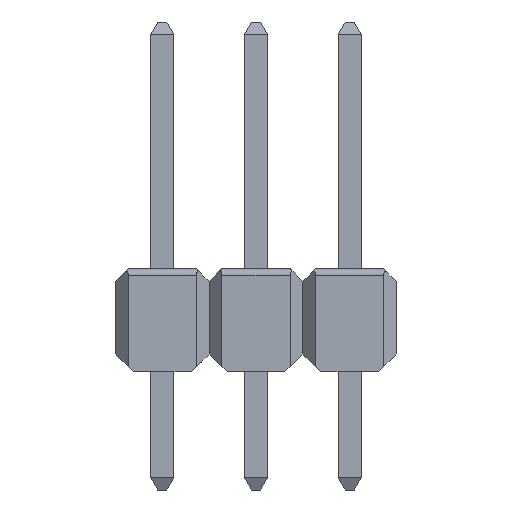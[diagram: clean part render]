
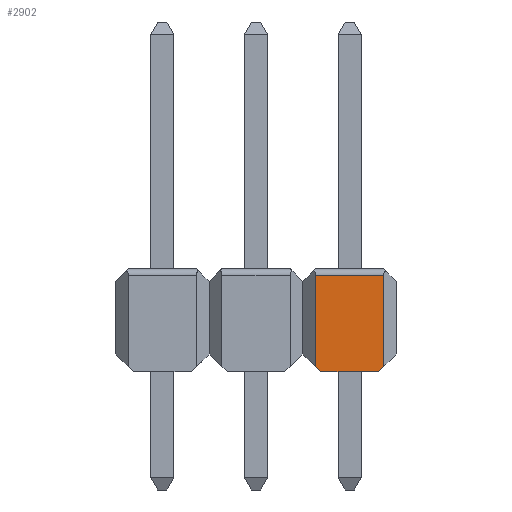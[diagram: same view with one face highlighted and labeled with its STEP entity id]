
A CAD part, front view. The second image highlights one B-rep face of the part: STEP entity #2902.
In plain terms, the highlighted planar face has unit normal (0, -1, 0).
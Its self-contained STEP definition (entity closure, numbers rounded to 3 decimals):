
#1246 = PLANE('',#1247);
#1247 = AXIS2_PLACEMENT_3D('',#1248,#1249,#1250);
#1248 = CARTESIAN_POINT('',(1.263,-1.295,0.497));
#1249 = DIRECTION('',(-0.707,0.,-0.707
    ));
#1250 = DIRECTION('',(-0.707,0.,0.707));
#1300 = PLANE('',#1301);
#1301 = AXIS2_PLACEMENT_3D('',#1302,#1303,#1304);
#1302 = CARTESIAN_POINT('',(3.817,-1.295,0.497));
#1303 = DIRECTION('',(0.707,0.,-0.707
    ));
#1304 = DIRECTION('',(-0.707,0.,-0.707));
#1412 = PLANE('',#1413);
#1413 = AXIS2_PLACEMENT_3D('',#1414,#1415,#1416);
#1414 = CARTESIAN_POINT('',(1.743,-1.28,0.001));
#1415 = DIRECTION('',(0.,0.,-1.));
#1416 = DIRECTION('',(-1.,0.,0.));
#1473 = VERTEX_POINT('',#1474);
#1474 = CARTESIAN_POINT('',(3.465,-1.27,0.145));
#1488 = PLANE('',#1489);
#1489 = AXIS2_PLACEMENT_3D('',#1490,#1491,#1492);
#1490 = CARTESIAN_POINT('',(3.457,-1.277,
    2.827));
#1491 = DIRECTION('',(0.707,-0.707,0.
    ));
#1492 = DIRECTION('',(0.707,0.707,0.));
#1500 = EDGE_CURVE('',#1473,#1501,#1503,.T.);
#1501 = VERTEX_POINT('',#1502);
#1502 = CARTESIAN_POINT('',(3.321,-1.27,0.001));
#1503 = SURFACE_CURVE('',#1504,(#1508,#1515),.PCURVE_S1.);
#1504 = LINE('',#1505,#1506);
#1505 = CARTESIAN_POINT('',(3.817,-1.27,0.497));
#1506 = VECTOR('',#1507,1.);
#1507 = DIRECTION('',(-0.707,0.,-0.707));
#1508 = PCURVE('',#1300,#1509);
#1509 = DEFINITIONAL_REPRESENTATION('',(#1510),#1514);
#1510 = LINE('',#1511,#1512);
#1511 = CARTESIAN_POINT('',(0.,0.025));
#1512 = VECTOR('',#1513,1.);
#1513 = DIRECTION('',(1.,0.));
#1514 = ( GEOMETRIC_REPRESENTATION_CONTEXT(2) 
PARAMETRIC_REPRESENTATION_CONTEXT() REPRESENTATION_CONTEXT('2D SPACE',''
  ) );
#1515 = PCURVE('',#1516,#1521);
#1516 = PLANE('',#1517);
#1517 = AXIS2_PLACEMENT_3D('',#1518,#1519,#1520);
#1518 = CARTESIAN_POINT('',(1.597,-1.27,-0.027));
#1519 = DIRECTION('',(0.,-1.,0.));
#1520 = DIRECTION('',(0.,0.,-1.));
#1521 = DEFINITIONAL_REPRESENTATION('',(#1522),#1526);
#1522 = LINE('',#1523,#1524);
#1523 = CARTESIAN_POINT('',(-0.524,2.22));
#1524 = VECTOR('',#1525,1.);
#1525 = DIRECTION('',(0.707,-0.707));
#1526 = ( GEOMETRIC_REPRESENTATION_CONTEXT(2) 
PARAMETRIC_REPRESENTATION_CONTEXT() REPRESENTATION_CONTEXT('2D SPACE',''
  ) );
#1759 = VERTEX_POINT('',#1760);
#1760 = CARTESIAN_POINT('',(1.759,-1.27,0.001));
#1781 = EDGE_CURVE('',#1759,#1782,#1784,.T.);
#1782 = VERTEX_POINT('',#1783);
#1783 = CARTESIAN_POINT('',(1.615,-1.27,0.145));
#1784 = SURFACE_CURVE('',#1785,(#1789,#1796),.PCURVE_S1.);
#1785 = LINE('',#1786,#1787);
#1786 = CARTESIAN_POINT('',(1.263,-1.27,0.497));
#1787 = VECTOR('',#1788,1.);
#1788 = DIRECTION('',(-0.707,0.,0.707));
#1789 = PCURVE('',#1246,#1790);
#1790 = DEFINITIONAL_REPRESENTATION('',(#1791),#1795);
#1791 = LINE('',#1792,#1793);
#1792 = CARTESIAN_POINT('',(0.,0.025));
#1793 = VECTOR('',#1794,1.);
#1794 = DIRECTION('',(1.,0.));
#1795 = ( GEOMETRIC_REPRESENTATION_CONTEXT(2) 
PARAMETRIC_REPRESENTATION_CONTEXT() REPRESENTATION_CONTEXT('2D SPACE',''
  ) );
#1796 = PCURVE('',#1516,#1797);
#1797 = DEFINITIONAL_REPRESENTATION('',(#1798),#1802);
#1798 = LINE('',#1799,#1800);
#1799 = CARTESIAN_POINT('',(-0.524,-0.334));
#1800 = VECTOR('',#1801,1.);
#1801 = DIRECTION('',(-0.707,-0.707));
#1802 = ( GEOMETRIC_REPRESENTATION_CONTEXT(2) 
PARAMETRIC_REPRESENTATION_CONTEXT() REPRESENTATION_CONTEXT('2D SPACE',''
  ) );
#1820 = PLANE('',#1821);
#1821 = AXIS2_PLACEMENT_3D('',#1822,#1823,#1824);
#1822 = CARTESIAN_POINT('',(1.623,-1.277,
    2.827));
#1823 = DIRECTION('',(-0.707,-0.707,0.
    ));
#1824 = DIRECTION('',(0.707,-0.707,0.));
#2163 = CYLINDRICAL_SURFACE('',#2164,0.173);
#2164 = AXIS2_PLACEMENT_3D('',#2165,#2166,#2167);
#2165 = CARTESIAN_POINT('',(4.465,-1.097,
    2.627));
#2166 = DIRECTION('',(-1.,0.,0.));
#2167 = DIRECTION('',(0.,0.,1.));
#2378 = VERTEX_POINT('',#2379);
#2379 = CARTESIAN_POINT('',(1.615,-1.27,2.627));
#2424 = EDGE_CURVE('',#2425,#2378,#2427,.T.);
#2425 = VERTEX_POINT('',#2426);
#2426 = CARTESIAN_POINT('',(3.465,-1.27,2.627));
#2427 = SURFACE_CURVE('',#2428,(#2432,#2461),.PCURVE_S1.);
#2428 = LINE('',#2429,#2430);
#2429 = CARTESIAN_POINT('',(1.597,-1.27,2.627));
#2430 = VECTOR('',#2431,1.);
#2431 = DIRECTION('',(-1.,-0.,-0.));
#2432 = PCURVE('',#2163,#2433);
#2433 = DEFINITIONAL_REPRESENTATION('',(#2434),#2460);
#2434 = B_SPLINE_CURVE_WITH_KNOTS('',3,(#2435,#2436,#2437,#2438,#2439,
    #2440,#2441,#2442,#2443,#2444,#2445,#2446,#2447,#2448,#2449,#2450,
    #2451,#2452,#2453,#2454,#2455,#2456,#2457,#2458,#2459),
  .UNSPECIFIED.,.F.,.F.,(4,1,1,1,1,1,1,1,1,1,1,1,1,1,1,1,1,1,1,1,1,1,4),
  (-1.868,-1.783,-1.699,-1.615,
    -1.531,-1.447,-1.363,-1.279,
    -1.195,-1.111,-1.027,-0.943,
    -0.859,-0.775,-0.691,-0.607,
    -0.523,-0.439,-0.355,-0.271,
    -0.187,-0.103,-0.018),.UNSPECIFIED.);
#2435 = CARTESIAN_POINT('',(4.712,1.));
#2436 = CARTESIAN_POINT('',(4.712,1.028));
#2437 = CARTESIAN_POINT('',(4.712,1.084));
#2438 = CARTESIAN_POINT('',(4.712,1.168));
#2439 = CARTESIAN_POINT('',(4.712,1.252));
#2440 = CARTESIAN_POINT('',(4.712,1.336));
#2441 = CARTESIAN_POINT('',(4.712,1.42));
#2442 = CARTESIAN_POINT('',(4.712,1.504));
#2443 = CARTESIAN_POINT('',(4.712,1.588));
#2444 = CARTESIAN_POINT('',(4.712,1.672));
#2445 = CARTESIAN_POINT('',(4.712,1.756));
#2446 = CARTESIAN_POINT('',(4.712,1.84));
#2447 = CARTESIAN_POINT('',(4.712,1.925));
#2448 = CARTESIAN_POINT('',(4.712,2.009));
#2449 = CARTESIAN_POINT('',(4.712,2.093));
#2450 = CARTESIAN_POINT('',(4.712,2.177));
#2451 = CARTESIAN_POINT('',(4.712,2.261));
#2452 = CARTESIAN_POINT('',(4.712,2.345));
#2453 = CARTESIAN_POINT('',(4.712,2.429));
#2454 = CARTESIAN_POINT('',(4.712,2.513));
#2455 = CARTESIAN_POINT('',(4.712,2.597));
#2456 = CARTESIAN_POINT('',(4.712,2.681));
#2457 = CARTESIAN_POINT('',(4.712,2.765));
#2458 = CARTESIAN_POINT('',(4.712,2.821));
#2459 = CARTESIAN_POINT('',(4.712,2.849));
#2460 = ( GEOMETRIC_REPRESENTATION_CONTEXT(2) 
PARAMETRIC_REPRESENTATION_CONTEXT() REPRESENTATION_CONTEXT('2D SPACE',''
  ) );
#2461 = PCURVE('',#1516,#2462);
#2462 = DEFINITIONAL_REPRESENTATION('',(#2463),#2467);
#2463 = LINE('',#2464,#2465);
#2464 = CARTESIAN_POINT('',(-2.654,0.));
#2465 = VECTOR('',#2466,1.);
#2466 = DIRECTION('',(0.,-1.));
#2467 = ( GEOMETRIC_REPRESENTATION_CONTEXT(2) 
PARAMETRIC_REPRESENTATION_CONTEXT() REPRESENTATION_CONTEXT('2D SPACE',''
  ) );
#2831 = EDGE_CURVE('',#1759,#1501,#2832,.T.);
#2832 = SURFACE_CURVE('',#2833,(#2837,#2844),.PCURVE_S1.);
#2833 = LINE('',#2834,#2835);
#2834 = CARTESIAN_POINT('',(1.597,-1.27,0.001));
#2835 = VECTOR('',#2836,1.);
#2836 = DIRECTION('',(1.,0.,0.));
#2837 = PCURVE('',#1412,#2838);
#2838 = DEFINITIONAL_REPRESENTATION('',(#2839),#2843);
#2839 = LINE('',#2840,#2841);
#2840 = CARTESIAN_POINT('',(0.146,0.01));
#2841 = VECTOR('',#2842,1.);
#2842 = DIRECTION('',(-1.,0.));
#2843 = ( GEOMETRIC_REPRESENTATION_CONTEXT(2) 
PARAMETRIC_REPRESENTATION_CONTEXT() REPRESENTATION_CONTEXT('2D SPACE',''
  ) );
#2844 = PCURVE('',#1516,#2845);
#2845 = DEFINITIONAL_REPRESENTATION('',(#2846),#2850);
#2846 = LINE('',#2847,#2848);
#2847 = CARTESIAN_POINT('',(-0.028,0.));
#2848 = VECTOR('',#2849,1.);
#2849 = DIRECTION('',(0.,1.));
#2850 = ( GEOMETRIC_REPRESENTATION_CONTEXT(2) 
PARAMETRIC_REPRESENTATION_CONTEXT() REPRESENTATION_CONTEXT('2D SPACE',''
  ) );
#2881 = EDGE_CURVE('',#1473,#2425,#2882,.T.);
#2882 = SURFACE_CURVE('',#2883,(#2887,#2894),.PCURVE_S1.);
#2883 = LINE('',#2884,#2885);
#2884 = CARTESIAN_POINT('',(3.465,-1.27,-0.027));
#2885 = VECTOR('',#2886,1.);
#2886 = DIRECTION('',(0.,0.,1.));
#2887 = PCURVE('',#1488,#2888);
#2888 = DEFINITIONAL_REPRESENTATION('',(#2889),#2893);
#2889 = LINE('',#2890,#2891);
#2890 = CARTESIAN_POINT('',(0.01,-2.853));
#2891 = VECTOR('',#2892,1.);
#2892 = DIRECTION('',(0.,1.));
#2893 = ( GEOMETRIC_REPRESENTATION_CONTEXT(2) 
PARAMETRIC_REPRESENTATION_CONTEXT() REPRESENTATION_CONTEXT('2D SPACE',''
  ) );
#2894 = PCURVE('',#1516,#2895);
#2895 = DEFINITIONAL_REPRESENTATION('',(#2896),#2900);
#2896 = LINE('',#2897,#2898);
#2897 = CARTESIAN_POINT('',(0.,1.868));
#2898 = VECTOR('',#2899,1.);
#2899 = DIRECTION('',(-1.,0.));
#2900 = ( GEOMETRIC_REPRESENTATION_CONTEXT(2) 
PARAMETRIC_REPRESENTATION_CONTEXT() REPRESENTATION_CONTEXT('2D SPACE',''
  ) );
#2902 = ADVANCED_FACE('',(#2903),#1516,.T.);
#2903 = FACE_BOUND('',#2904,.T.);
#2904 = EDGE_LOOP('',(#2905,#2906,#2907,#2928,#2929,#2930));
#2905 = ORIENTED_EDGE('',*,*,#2881,.T.);
#2906 = ORIENTED_EDGE('',*,*,#2424,.T.);
#2907 = ORIENTED_EDGE('',*,*,#2908,.T.);
#2908 = EDGE_CURVE('',#2378,#1782,#2909,.T.);
#2909 = SURFACE_CURVE('',#2910,(#2914,#2921),.PCURVE_S1.);
#2910 = LINE('',#2911,#2912);
#2911 = CARTESIAN_POINT('',(1.615,-1.27,-0.027));
#2912 = VECTOR('',#2913,1.);
#2913 = DIRECTION('',(0.,0.,-1.));
#2914 = PCURVE('',#1516,#2915);
#2915 = DEFINITIONAL_REPRESENTATION('',(#2916),#2920);
#2916 = LINE('',#2917,#2918);
#2917 = CARTESIAN_POINT('',(0.,0.018));
#2918 = VECTOR('',#2919,1.);
#2919 = DIRECTION('',(1.,0.));
#2920 = ( GEOMETRIC_REPRESENTATION_CONTEXT(2) 
PARAMETRIC_REPRESENTATION_CONTEXT() REPRESENTATION_CONTEXT('2D SPACE',''
  ) );
#2921 = PCURVE('',#1820,#2922);
#2922 = DEFINITIONAL_REPRESENTATION('',(#2923),#2927);
#2923 = LINE('',#2924,#2925);
#2924 = CARTESIAN_POINT('',(-0.01,-2.853));
#2925 = VECTOR('',#2926,1.);
#2926 = DIRECTION('',(0.,-1.));
#2927 = ( GEOMETRIC_REPRESENTATION_CONTEXT(2) 
PARAMETRIC_REPRESENTATION_CONTEXT() REPRESENTATION_CONTEXT('2D SPACE',''
  ) );
#2928 = ORIENTED_EDGE('',*,*,#1781,.F.);
#2929 = ORIENTED_EDGE('',*,*,#2831,.T.);
#2930 = ORIENTED_EDGE('',*,*,#1500,.F.);
